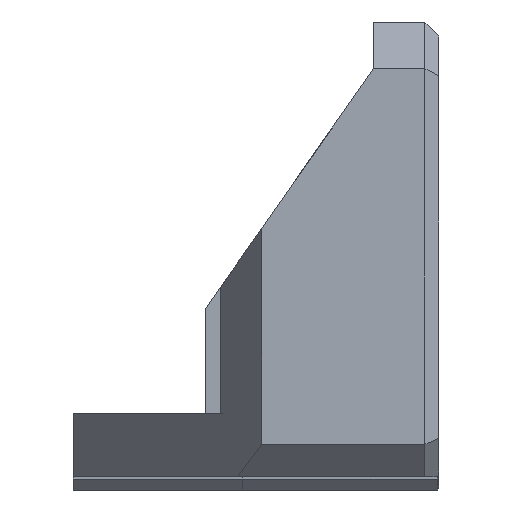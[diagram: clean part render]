
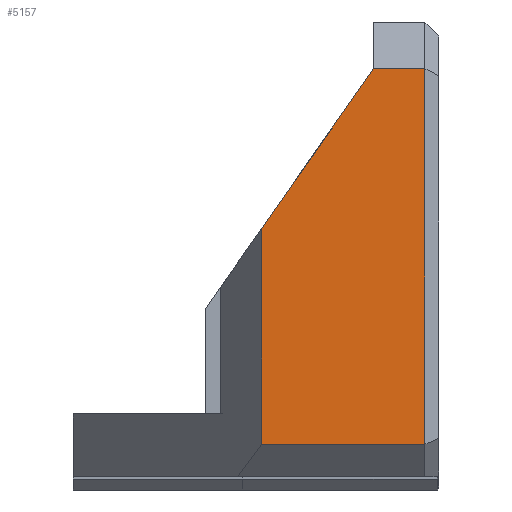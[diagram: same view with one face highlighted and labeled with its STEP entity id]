
A CAD part, left-side view. The second image highlights one B-rep face of the part: STEP entity #5157.
In plain terms, the highlighted planar face has unit normal (-1, 0, 0).
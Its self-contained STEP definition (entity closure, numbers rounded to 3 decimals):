
#510=LINE('',#8054,#1144);
#511=LINE('',#8057,#1145);
#512=LINE('',#8059,#1146);
#513=LINE('',#8061,#1147);
#514=LINE('',#8062,#1148);
#1144=VECTOR('',#6550,10.);
#1145=VECTOR('',#6553,10.);
#1146=VECTOR('',#6554,10.);
#1147=VECTOR('',#6555,10.);
#1148=VECTOR('',#6556,10.);
#1522=PLANE('',#5542);
#1793=FACE_OUTER_BOUND('',#2099,.T.);
#2099=EDGE_LOOP('',(#4409,#4410,#4411,#4412,#4413));
#2617=VERTEX_POINT('',#8004);
#2632=VERTEX_POINT('',#8050);
#2633=VERTEX_POINT('',#8056);
#2634=VERTEX_POINT('',#8058);
#2635=VERTEX_POINT('',#8060);
#3263=EDGE_CURVE('',#2632,#2617,#510,.T.);
#3264=EDGE_CURVE('',#2633,#2632,#511,.T.);
#3265=EDGE_CURVE('',#2633,#2634,#512,.T.);
#3266=EDGE_CURVE('',#2634,#2635,#513,.T.);
#3267=EDGE_CURVE('',#2617,#2635,#514,.T.);
#4409=ORIENTED_EDGE('',*,*,#3263,.F.);
#4410=ORIENTED_EDGE('',*,*,#3264,.F.);
#4411=ORIENTED_EDGE('',*,*,#3265,.T.);
#4412=ORIENTED_EDGE('',*,*,#3266,.T.);
#4413=ORIENTED_EDGE('',*,*,#3267,.F.);
#5157=ADVANCED_FACE('',(#1793),#1522,.T.);
#5542=AXIS2_PLACEMENT_3D('',#8055,#6551,#6552);
#6550=DIRECTION('',(0.,0.,-1.));
#6551=DIRECTION('center_axis',(-1.,0.,0.));
#6552=DIRECTION('ref_axis',(0.,-1.,0.));
#6553=DIRECTION('',(0.,-1.,0.));
#6554=DIRECTION('',(0.,0.574,-0.819));
#6555=DIRECTION('',(0.,0.,-1.));
#6556=DIRECTION('',(0.,1.,0.));
#8004=CARTESIAN_POINT('',(-26.25,1.5,3.5));
#8050=CARTESIAN_POINT('',(-26.25,1.5,43.75));
#8054=CARTESIAN_POINT('',(-26.25,1.5,0.));
#8055=CARTESIAN_POINT('Origin',(-26.25,39.2,0.));
#8056=CARTESIAN_POINT('',(-26.25,7.,43.75));
#8057=CARTESIAN_POINT('',(-26.25,29.4,43.75));
#8058=CARTESIAN_POINT('',(-26.25,19.,26.612));
#8059=CARTESIAN_POINT('',(-26.25,31.575,8.654));
#8060=CARTESIAN_POINT('',(-26.25,19.,3.5));
#8061=CARTESIAN_POINT('',(-26.25,19.,3.375));
#8062=CARTESIAN_POINT('',(-26.25,29.4,3.5));
